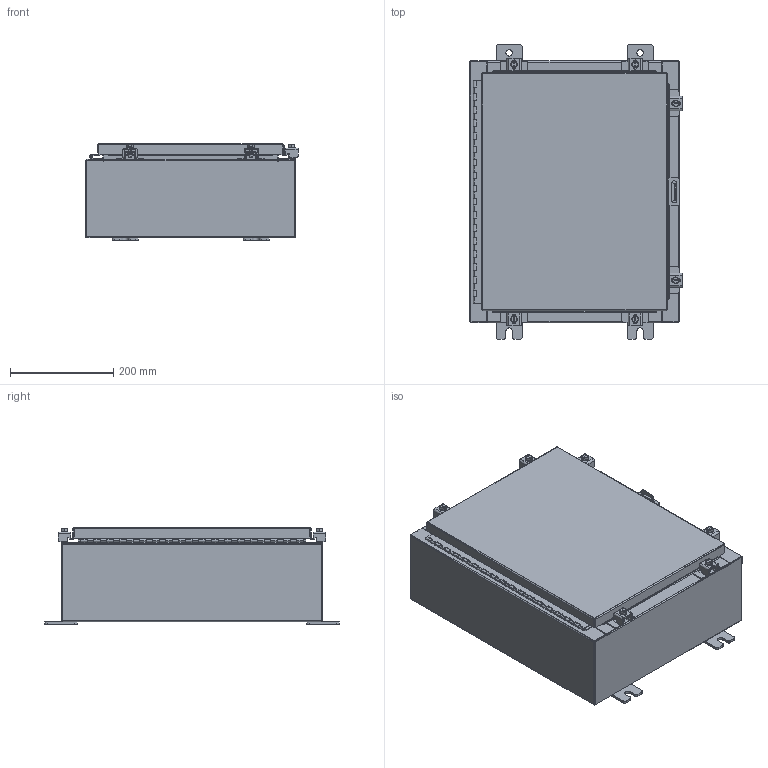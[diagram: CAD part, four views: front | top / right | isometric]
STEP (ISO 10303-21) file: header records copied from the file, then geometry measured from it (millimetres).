
FILE_DESCRIPTION (( 'STEP AP203' ), '1' );
FILE_NAME ('N20H1606ALWP.STEP', '2014-01-23T20:32:09', ( 'changeme' ), ( 'Microsoft' ), 'SwSTEP 2.0', 'SolidWorks 2013', '' );
FILE_SCHEMA (( 'CONFIG_CONTROL_DESIGN' ));
Length unit declared in the file: inch
Products named in the file (19): N20H1606ALWP; N20H1606ALWP Mounting Feet; N20H1606ALWP Padlock Hasp; N20H1606ALWP Padlock Staple; N20H1606ALWP Clamp Bracket; N20H1606ALWP Backpanel; N20H1606ALWP Standard Clamps; N20H1606ALWP 22101002; N20H1606ALWP Mounting Studs; N20H1606ALWP Cover; N20H1606ALWP 22104005_DEFAULT; N20H1606ALWP Hinge Enclosure Side2; N20H1606ALWP Body; N20H1606ALWP Clamp Top; N20H1606ALWP Hinge Cover Side; N20H1606ALWP Bottom; N20H1606ALWP Clamp Assembly; N20H1606ALWP 125 Pin Hinge; N20H1606ALWP Top
Assembly tree (30 placements, depth 4):
  N20H1606ALWP
    N20H1606ALWP Backpanel
    N20H1606ALWP Mounting Studs  x4
    N20H1606ALWP 125 Pin Hinge
      N20H1606ALWP Hinge Enclosure Side2
      N20H1606ALWP Hinge Cover Side
    N20H1606ALWP Mounting Feet  x4
    N20H1606ALWP Padlock Hasp
    N20H1606ALWP Padlock Staple
    N20H1606ALWP Standard Clamps  x6
      N20H1606ALWP Clamp Bracket
      N20H1606ALWP Clamp Assembly
        N20H1606ALWP 22101002  x2
        N20H1606ALWP 22104005_DEFAULT
        N20H1606ALWP Clamp Top
    N20H1606ALWP Cover
    N20H1606ALWP Body
    N20H1606ALWP Bottom
    N20H1606ALWP Top
Bounding box: 411.75 x 571.5 x 187.67 mm (x, y, z)
Volume: 2046841.9 mm3; surface area: 2031358.2 mm2
Topology: 47 solids, 47 shells, 1613 faces, 4037 edges, 2542 vertices
Faces by surface type: plane 860, cylinder 657, torus 44, cone 44, bspline 8
Entity records: 29429 total; most frequent: CARTESIAN_POINT 5125, DIRECTION 4772, ORIENTED_EDGE 4488, EDGE_CURVE 2244, AXIS2_PLACEMENT_3D 1649, VECTOR 1474, LINE 1474, VERTEX_POINT 1380
